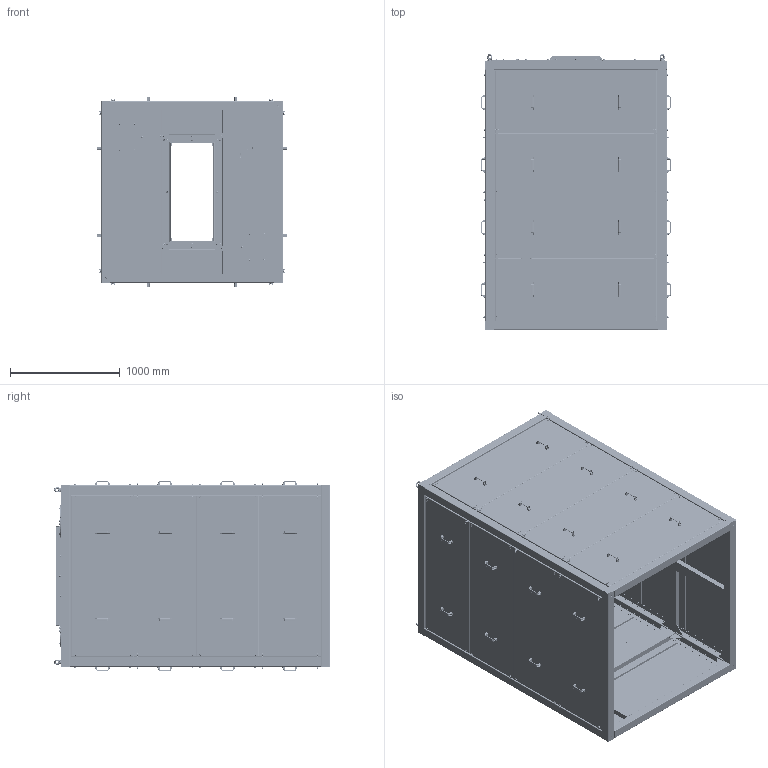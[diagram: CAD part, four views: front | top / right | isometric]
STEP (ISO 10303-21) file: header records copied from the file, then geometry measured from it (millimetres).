
FILE_DESCRIPTION (( 'STEP AP214' ), '1' );
FILE_NAME ('臏1000-00.00.00.000 鐘3-2珫 2.STEP', '2025-12-12T01:47:10', ( 'user' ), ( '' ), 'SwSTEP 2.0', 'SolidWorks 2023', '' );
FILE_SCHEMA (( 'AUTOMOTIVE_DESIGN' ));
Length unit declared in the file: millimetre
Products named in the file (210): ВБ500-00.01.01.113 ДБ3.STEP; Шайба 12 ГОСТ 11371-78 доработка 1мм.STEP; ВБ500-00.01.01.109.STEP; ВБ500-00.10.06.103.STEP; ВБ500-00.02.01.104.STEP; ВБ500-00.01.01.114.STEP; 090_35_WZ_90LB5_KZ_W_B3.STEP; ВБ500-00.02.01.108_2300.STEP; БолтМ12х35.STEP; ВБ500-00.11.09.100Ш ДБ3-2.STEP; ВБ500-00.01.02.103 ДБ3.STEP; ВБ500-00.00.00.117.STEP; ВБ500-00.01.01.122.STEP; Гайка M12 ГОСТ 5915-70 левая резьба.STEP; Болт M8x30 ГОСТ7796-70.STEP; ВБ500-00.01.01.104_По умолчаниюSM-FLAT-PATTERN.STEP; ВБ500-00.10.04.101_По умолчаниюSM-FLAT-PATTERN.STEP; ТЕНЗОРЕЗИСТОРНЫЙ ДАТЧИК Т4 С3 300кг.STEP; Болт M8x40 ГОСТ7796-70.STEP; ВБ500-00.10.04.100_По умолчаниюSM-FLAT-PATTERN.STEP; ВБ500-00.10.04.110.STEP; ВБ500-00.11.01.100_ВБ500-00.11.01.100.STEP; ВБ500-00.05.01.101.STEP; ВБ500-00.03.01.105_460.STEP; ВБ500-00.02.01.101.STEP; ВБ500-00.12.01.100.STEP; ВБ500-00.01.01.100 ДБ3_По умолчаниюSM-FLAT-PATTERN.STEP; ВБ500-00.02.01.121.STEP; ВБ500-00.00.00.102 ДБ3.STEP; Шайба 8 ГОСТ 6958-78.STEP; Болт М10х100 ГОСТ 7798.STEP; UCP 207 PLATE1.stp.STEP; ВБ500-00.02.01.116.STEP; Болт М10х70 ГОСТ 7798-70.STEP; ВБ1000-00.00.01.101.STEP; ВБ500-00.01.01.112 ДБ3.STEP; ВБ1000-00.00.01.103_По умолчаниюSM-FLAT-PATTERN.STEP; Резнатор сыпучих материалов СКАТ-5.STEP; ВБ500-00.00.00.122 ДБ3-2.STEP; ВБ500-00.01.01.105.STEP ...
Assembly tree (569 placements, depth 5):
  ВБ500-00.01.01.113 ДБ3.STEP
  Шайба 12 ГОСТ 11371-78 доработка 1мм.STEP
  ВБ500-00.01.01.109.STEP
  ВБ500-00.10.06.103.STEP
  ВБ500-00.01.01.114.STEP
Bounding box: 1732.55 x 2510.93 x 1732.55 mm (x, y, z)
Volume: 59382830.3 mm3; surface area: 55899058.6 mm2
Topology: 591 solids, 591 shells, 11709 faces, 27973 edges, 17788 vertices
Faces by surface type: plane 6393, cylinder 3505, cone 1274, torus 529, bspline 8
Full cylindrical faces by diameter (mm): 5 x1, 6.647 x64, 6.8 x21, 7 x64, 8 x172, 8.4 x66, 9 x88, 10 x71, 10.5 x31, 11 x60, 13 x34, 14 x4, 14.8 x64, 16 x4, 16.05 x4, 17 x12, 21 x31, 24 x66, 30 x4, 224 x2, 300 x2
Entity records: 52456 total; most frequent: CARTESIAN_POINT 12519, DIRECTION 7816, ORIENTED_EDGE 6316, EDGE_CURVE 3158, AXIS2_PLACEMENT_3D 2868, VERTEX_POINT 2149, LINE 2080, VECTOR 2080
